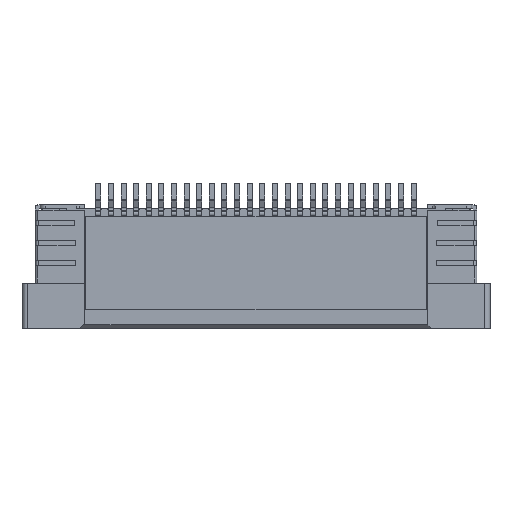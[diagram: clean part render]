
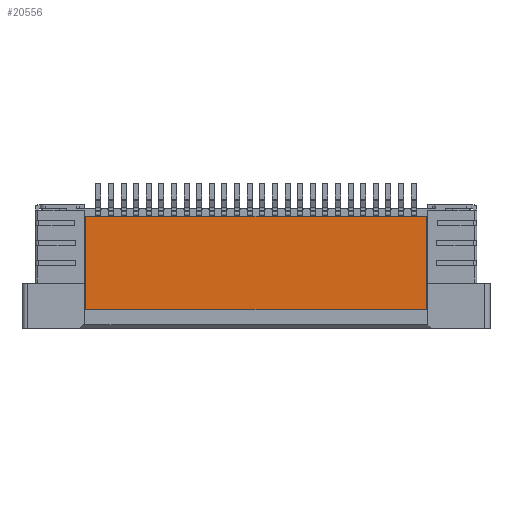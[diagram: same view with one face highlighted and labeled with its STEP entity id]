
A CAD part, top view. The second image highlights one B-rep face of the part: STEP entity #20556.
In plain terms, the highlighted planar face has unit normal (0, 0, 1).
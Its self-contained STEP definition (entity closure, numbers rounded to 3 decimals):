
#1073=DIRECTION('',(-1.,0.,0.));
#1074=VECTOR('',#1073,13.5);
#1075=CARTESIAN_POINT('',(6.75,1.7,1.));
#1076=LINE('',#1075,#1074);
#4709=DIRECTION('',(0.,-1.,0.));
#4710=VECTOR('',#4709,3.7);
#4711=CARTESIAN_POINT('',(-6.75,1.7,1.));
#4712=LINE('',#4711,#4710);
#4729=DIRECTION('',(0.,-1.,0.));
#4730=VECTOR('',#4729,3.7);
#4731=CARTESIAN_POINT('',(6.75,1.7,1.));
#4732=LINE('',#4731,#4730);
#4745=DIRECTION('',(-1.,0.,0.));
#4746=VECTOR('',#4745,13.5);
#4747=CARTESIAN_POINT('',(6.75,-2.,1.));
#4748=LINE('',#4747,#4746);
#14417=CARTESIAN_POINT('',(-6.75,1.7,1.));
#14418=CARTESIAN_POINT('',(-6.75,-2.,1.));
#14419=VERTEX_POINT('',#14417);
#14420=VERTEX_POINT('',#14418);
#14423=CARTESIAN_POINT('',(6.75,1.7,1.));
#14424=VERTEX_POINT('',#14423);
#14425=CARTESIAN_POINT('',(6.75,-2.,1.));
#14426=VERTEX_POINT('',#14425);
#20543=CARTESIAN_POINT('',(0.,-0.15,1.));
#20544=DIRECTION('',(0.,0.,1.));
#20545=DIRECTION('',(1.,0.,0.));
#20546=AXIS2_PLACEMENT_3D('',#20543,#20544,#20545);
#20547=PLANE('',#20546);
#20548=ORIENTED_EDGE('',*,*,#20530,.F.);
#20549=ORIENTED_EDGE('',*,*,#16299,.F.);
#20551=ORIENTED_EDGE('',*,*,#20550,.T.);
#20553=ORIENTED_EDGE('',*,*,#20552,.T.);
#20554=EDGE_LOOP('',(#20548,#20549,#20551,#20553));
#20555=FACE_OUTER_BOUND('',#20554,.F.);
#16299=EDGE_CURVE('',#14424,#14419,#1076,.T.);
#20530=EDGE_CURVE('',#14419,#14420,#4712,.T.);
#20550=EDGE_CURVE('',#14424,#14426,#4732,.T.);
#20552=EDGE_CURVE('',#14426,#14420,#4748,.T.);
#20556=ADVANCED_FACE('',(#20555),#20547,.T.);
